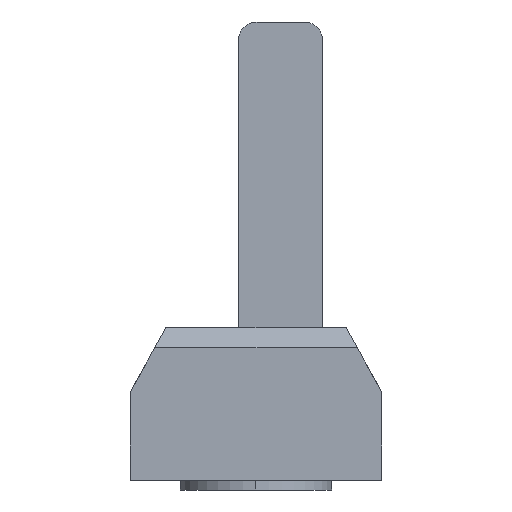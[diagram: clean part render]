
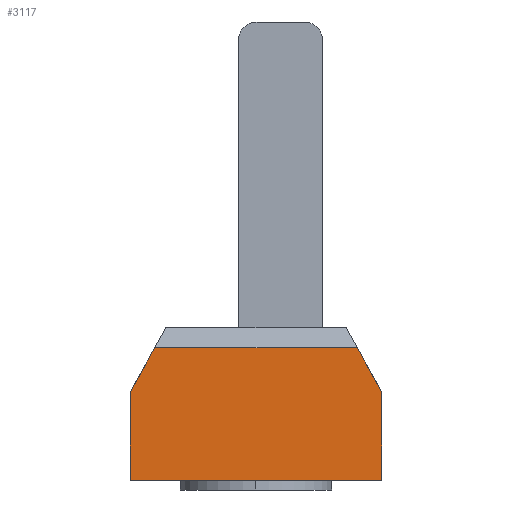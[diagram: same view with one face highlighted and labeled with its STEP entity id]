
A CAD part, left-side view. The second image highlights one B-rep face of the part: STEP entity #3117.
In plain terms, the highlighted planar face has unit normal (-1, 0, 0).
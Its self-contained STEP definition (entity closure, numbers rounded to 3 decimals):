
#2452=DIRECTION('',(0.,-1.,0.));
#2453=VECTOR('',#2452,14.9);
#2454=CARTESIAN_POINT('',(-26.115,7.45,0.));
#2455=LINE('',#2454,#2453);
#2476=DIRECTION('',(0.,0.,1.));
#2477=VECTOR('',#2476,5.2);
#2478=CARTESIAN_POINT('',(-26.115,-7.45,0.));
#2479=LINE('',#2478,#2477);
#2532=DIRECTION('',(0.,-1.,0.));
#2533=VECTOR('',#2532,11.978);
#2534=CARTESIAN_POINT('',(-26.115,5.989,7.84));
#2535=LINE('',#2534,#2533);
#2536=DIRECTION('',(0.,0.484,0.875));
#2537=VECTOR('',#2536,3.017);
#2538=CARTESIAN_POINT('',(-26.115,-7.45,5.2));
#2539=LINE('',#2538,#2537);
#2540=DIRECTION('',(0.,0.,1.));
#2541=VECTOR('',#2540,5.2);
#2542=CARTESIAN_POINT('',(-26.115,7.45,0.));
#2543=LINE('',#2542,#2541);
#2544=DIRECTION('',(0.,0.484,-0.875));
#2545=VECTOR('',#2544,3.017);
#2546=CARTESIAN_POINT('',(-26.115,5.989,7.84));
#2547=LINE('',#2546,#2545);
#2840=CARTESIAN_POINT('',(-26.115,-7.45,0.));
#2842=VERTEX_POINT('',#2840);
#2846=CARTESIAN_POINT('',(-26.115,7.45,0.));
#2847=VERTEX_POINT('',#2846);
#2864=CARTESIAN_POINT('',(-26.115,-7.45,5.2));
#2866=VERTEX_POINT('',#2864);
#2869=CARTESIAN_POINT('',(-26.115,7.45,5.2));
#2871=VERTEX_POINT('',#2869);
#2881=CARTESIAN_POINT('',(-26.115,-5.989,7.84));
#2883=VERTEX_POINT('',#2881);
#2884=CARTESIAN_POINT('',(-26.115,5.989,7.84));
#2885=VERTEX_POINT('',#2884);
#3102=CARTESIAN_POINT('',(-26.115,7.45,0.));
#3103=DIRECTION('',(-1.,0.,0.));
#3104=DIRECTION('',(0.,-1.,0.));
#3105=AXIS2_PLACEMENT_3D('',#3102,#3103,#3104);
#3106=PLANE('',#3105);
#3107=ORIENTED_EDGE('',*,*,#3094,.T.);
#3108=ORIENTED_EDGE('',*,*,#3035,.F.);
#3109=ORIENTED_EDGE('',*,*,#3012,.F.);
#3110=ORIENTED_EDGE('',*,*,#2979,.F.);
#3112=ORIENTED_EDGE('',*,*,#3111,.T.);
#3114=ORIENTED_EDGE('',*,*,#3113,.F.);
#3115=EDGE_LOOP('',(#3107,#3108,#3109,#3110,#3112,#3114));
#3116=FACE_OUTER_BOUND('',#3115,.F.);
#3117=ADVANCED_FACE('',(#3116),#3106,.T.);
#2979=EDGE_CURVE('',#2847,#2842,#2455,.T.);
#3012=EDGE_CURVE('',#2842,#2866,#2479,.T.);
#3035=EDGE_CURVE('',#2866,#2883,#2539,.T.);
#3094=EDGE_CURVE('',#2885,#2883,#2535,.T.);
#3111=EDGE_CURVE('',#2847,#2871,#2543,.T.);
#3113=EDGE_CURVE('',#2885,#2871,#2547,.T.);
